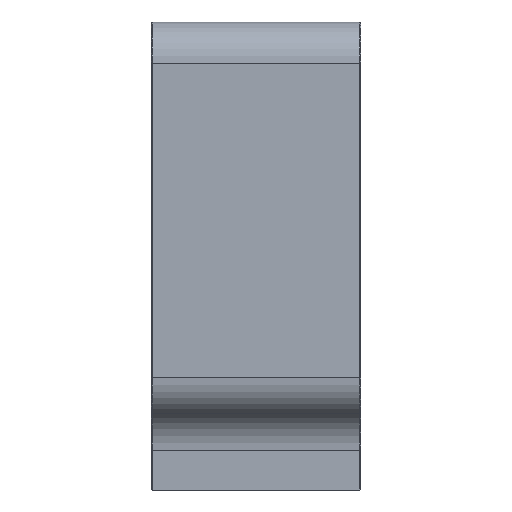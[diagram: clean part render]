
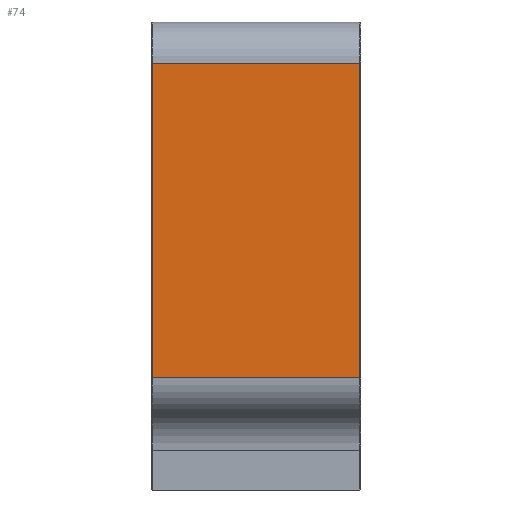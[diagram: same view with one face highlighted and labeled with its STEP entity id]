
A CAD part, left-side view. The second image highlights one B-rep face of the part: STEP entity #74.
In plain terms, the highlighted planar face has unit normal (-1, 0, 0).
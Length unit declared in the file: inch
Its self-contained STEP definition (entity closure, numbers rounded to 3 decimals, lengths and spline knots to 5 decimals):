
#34 = VECTOR ( 'NONE', #5517, 39.37008 ) ;
#74 = ADVANCED_FACE ( 'NONE', ( #1546 ), #3228, .F. ) ;
#374 = EDGE_CURVE ( 'NONE', #712, #6232, #4499, .T. ) ;
#658 = VERTEX_POINT ( 'NONE', #5289 ) ;
#712 = VERTEX_POINT ( 'NONE', #5608 ) ;
#981 = EDGE_LOOP ( 'NONE', ( #4829, #5703, #7281, #6168 ) ) ;
#1467 = EDGE_CURVE ( 'NONE', #6232, #1685, #8690, .T. ) ;
#1546 = FACE_OUTER_BOUND ( 'NONE', #981, .T. ) ;
#1608 = DIRECTION ( 'NONE',  ( 0., 1., 0. ) ) ;
#1685 = VERTEX_POINT ( 'NONE', #4192 ) ;
#1832 = DIRECTION ( 'NONE',  ( 0., 0., -1. ) ) ;
#1889 = CARTESIAN_POINT ( 'NONE',  ( -1.95, -0.94, -2.125 ) ) ;
#2296 = VECTOR ( 'NONE', #5863, 39.37008 ) ;
#3228 = PLANE ( 'NONE',  #6625 ) ;
#3635 = VECTOR ( 'NONE', #1608, 39.37008 ) ;
#4192 = CARTESIAN_POINT ( 'NONE',  ( -1.95, 0.94, -1.10659 ) ) ;
#4462 = CARTESIAN_POINT ( 'NONE',  ( -1.95, 0.95, 1.75 ) ) ;
#4499 = LINE ( 'NONE', #4462, #3635 ) ;
#4829 = ORIENTED_EDGE ( 'NONE', *, *, #8298, .T. ) ;
#5289 = CARTESIAN_POINT ( 'NONE',  ( -1.95, -0.94, -1.10659 ) ) ;
#5345 = DIRECTION ( 'NONE',  ( 1., 0., 0. ) ) ;
#5400 = CARTESIAN_POINT ( 'NONE',  ( -1.95, 0.94, -1.10659 ) ) ;
#5517 = DIRECTION ( 'NONE',  ( 0., 0., 1. ) ) ;
#5608 = CARTESIAN_POINT ( 'NONE',  ( -1.95, -0.94, 1.75 ) ) ;
#5703 = ORIENTED_EDGE ( 'NONE', *, *, #5988, .T. ) ;
#5863 = DIRECTION ( 'NONE',  ( 0., -1., 0. ) ) ;
#5988 = EDGE_CURVE ( 'NONE', #658, #712, #7326, .T. ) ;
#6168 = ORIENTED_EDGE ( 'NONE', *, *, #1467, .T. ) ;
#6232 = VERTEX_POINT ( 'NONE', #6410 ) ;
#6410 = CARTESIAN_POINT ( 'NONE',  ( -1.95, 0.94, 1.75 ) ) ;
#6625 = AXIS2_PLACEMENT_3D ( 'NONE', #8133, #5345, #8194 ) ;
#7156 = VECTOR ( 'NONE', #1832, 39.37008 ) ;
#7281 = ORIENTED_EDGE ( 'NONE', *, *, #374, .T. ) ;
#7326 = LINE ( 'NONE', #1889, #34 ) ;
#7893 = LINE ( 'NONE', #8672, #2296 ) ;
#8133 = CARTESIAN_POINT ( 'NONE',  ( -1.95, 0.95, -2.125 ) ) ;
#8194 = DIRECTION ( 'NONE',  ( 0., 0., -1. ) ) ;
#8298 = EDGE_CURVE ( 'NONE', #1685, #658, #7893, .T. ) ;
#8672 = CARTESIAN_POINT ( 'NONE',  ( -1.95, 0.95, -1.10659 ) ) ;
#8690 = LINE ( 'NONE', #5400, #7156 ) ;
